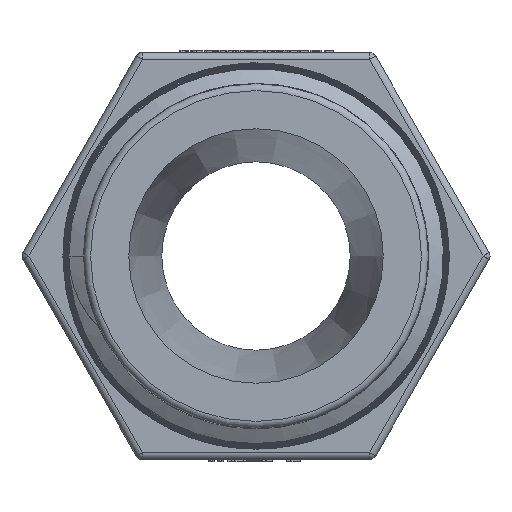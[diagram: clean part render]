
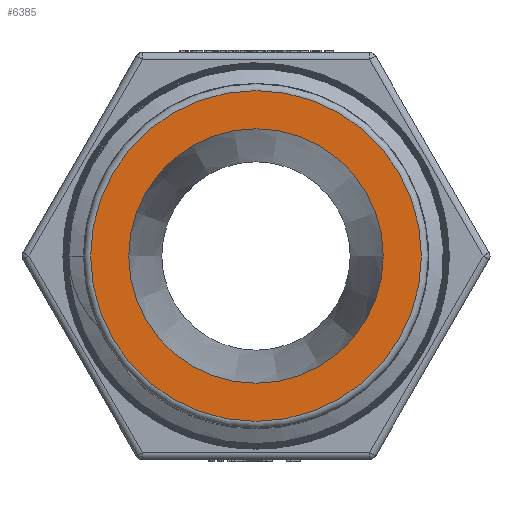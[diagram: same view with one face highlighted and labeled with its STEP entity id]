
A CAD part, left-side view. The second image highlights one B-rep face of the part: STEP entity #6385.
In plain terms, the highlighted planar face has unit normal (-1, 0, 0).
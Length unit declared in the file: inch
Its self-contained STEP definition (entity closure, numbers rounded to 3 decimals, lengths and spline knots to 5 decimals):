
#1719=PLANE($,#6807);
#1993=FACE_BOUND($,#2449,.T.);
#1994=FACE_BOUND($,#2450,.T.);
#2449=EDGE_LOOP($,(#4756));
#2450=EDGE_LOOP($,(#4757));
#2856=CIRCLE($,#6803,0.71092);
#2859=CIRCLE($,#6808,0.54688);
#3097=VERTEX_POINT($,#9069);
#3105=VERTEX_POINT($,#9621);
#3752=EDGE_CURVE($,#3097,#3097,#2856,.T.);
#3760=EDGE_CURVE($,#3105,#3105,#2859,.T.);
#4756=ORIENTED_EDGE($,*,*,#3760,.T.);
#4757=ORIENTED_EDGE($,*,*,#3752,.F.);
#6385=ADVANCED_FACE($,(#1993,#1994),#1719,.T.);
#6803=AXIS2_PLACEMENT_3D($,#9070,#7369,#7370);
#6807=AXIS2_PLACEMENT_3D($,#9620,#7377,#7378);
#6808=AXIS2_PLACEMENT_3D($,#9622,#7379,#7380);
#7369=DIRECTION('center_axis',(1.,0.,0.));
#7370=DIRECTION('ref_axis',(0.,-1.,0.));
#7377=DIRECTION('center_axis',(-1.,0.,0.));
#7378=DIRECTION('ref_axis',(0.,0.,1.));
#7379=DIRECTION('center_axis',(1.,0.,0.));
#7380=DIRECTION('ref_axis',(0.,0.,-1.));
#9069=CARTESIAN_POINT('',(0.,0.71092,0.));
#9070=CARTESIAN_POINT('Origin',(0.,0.,0.));
#9620=CARTESIAN_POINT('Origin',(0.,0.74,0.));
#9621=CARTESIAN_POINT('',(0.,0.54688,0.));
#9622=CARTESIAN_POINT('Origin',(0.,0.,0.));
